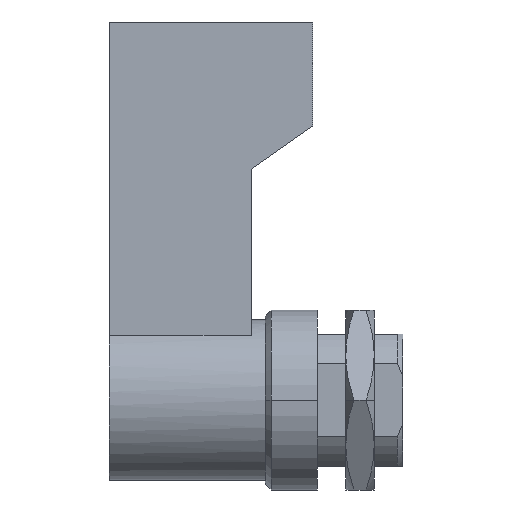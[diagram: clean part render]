
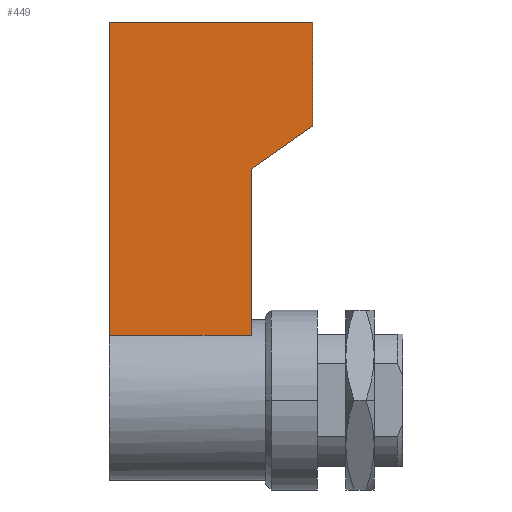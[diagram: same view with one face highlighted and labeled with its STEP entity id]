
A CAD part, left-side view. The second image highlights one B-rep face of the part: STEP entity #449.
In plain terms, the highlighted planar face has unit normal (-1, 0, 0).
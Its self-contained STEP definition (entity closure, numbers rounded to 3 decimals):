
#351=EDGE_CURVE('',#647,#355,#930,.T.);
#355=VERTEX_POINT('',#934);
#449=ADVANCED_FACE('',(#1035),#1036,.T.);
#451=EDGE_CURVE('',#691,#481,#1038,.T.);
#465=EDGE_CURVE('',#769,#691,#1053,.T.);
#481=VERTEX_POINT('',#1072);
#589=EDGE_CURVE('',#671,#647,#1193,.T.);
#617=EDGE_CURVE('',#481,#671,#1224,.T.);
#647=VERTEX_POINT('',#1259);
#671=VERTEX_POINT('',#1284);
#691=VERTEX_POINT('',#1306);
#769=VERTEX_POINT('',#1393);
#783=EDGE_CURVE('',#355,#769,#1408,.T.);
#930=LINE('',#1582,#1583);
#934=CARTESIAN_POINT('',(-5.0,22.0,40.0));
#1035=FACE_OUTER_BOUND('',#1802,.T.);
#1036=PLANE('',#1803);
#1038=LINE('',#1806,#1807);
#1053=LINE('',#1827,#1828);
#1072=CARTESIAN_POINT('',(-5.0,7.0,24.449));
#1193=LINE('',#2085,#2086);
#1224=LINE('',#2133,#2134);
#1259=CARTESIAN_POINT('',(-5.0,22.0,6.874));
#1284=CARTESIAN_POINT('',(-5.0,7.0,6.874));
#1306=CARTESIAN_POINT('',(-5.0,0.5,29.0));
#1393=CARTESIAN_POINT('',(-5.0,0.5,40.0));
#1408=LINE('',#2468,#2469);
#1582=CARTESIAN_POINT('',(-5.0,22.0,0.));
#1583=VECTOR('',#2705,1.0);
#1802=EDGE_LOOP('',(#2796,#2797,#2798,#2799,#2800,#2801));
#1803=AXIS2_PLACEMENT_3D('',#2802,#2803,#2804);
#1806=CARTESIAN_POINT('',(-5.0,0.5,29.0));
#1807=VECTOR('',#2805,1.);
#1827=CARTESIAN_POINT('',(-5.0,0.5,40.0));
#1828=VECTOR('',#2816,1.0);
#2085=CARTESIAN_POINT('',(-5.0,13.75,6.874));
#2086=VECTOR('',#2994,1.0);
#2133=CARTESIAN_POINT('',(-5.0,7.0,0.));
#2134=VECTOR('',#3037,1.0);
#2468=CARTESIAN_POINT('',(-5.0,22.0,40.0));
#2469=VECTOR('',#3242,1.0);
#2705=DIRECTION('',(0.,0.0,1.0));
#2796=ORIENTED_EDGE('',*,*,#589,.F.);
#2797=ORIENTED_EDGE('',*,*,#617,.F.);
#2798=ORIENTED_EDGE('',*,*,#451,.F.);
#2799=ORIENTED_EDGE('',*,*,#465,.F.);
#2800=ORIENTED_EDGE('',*,*,#783,.F.);
#2801=ORIENTED_EDGE('',*,*,#351,.F.);
#2802=CARTESIAN_POINT('',(-5.0,12.894,21.274));
#2803=DIRECTION('',(-1.0,0.0,0.));
#2804=DIRECTION('',(0.,0.0,1.0));
#2805=DIRECTION('',(0.,0.819,-0.574));
#2816=DIRECTION('',(0.,0.0,-1.0));
#2994=DIRECTION('',(0.0,1.0,0.0));
#3037=DIRECTION('',(0.,0.,-1.0));
#3242=DIRECTION('',(0.0,-1.0,0.0));
